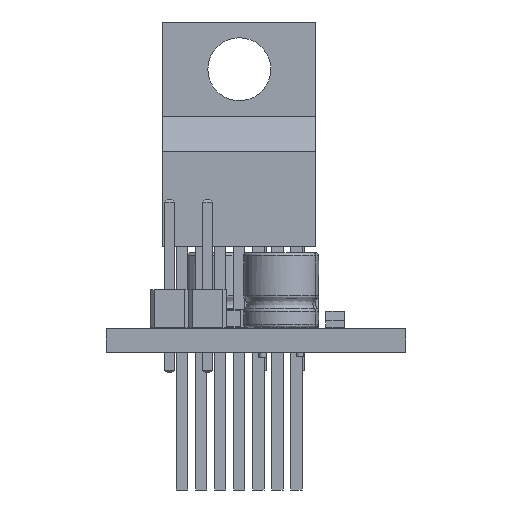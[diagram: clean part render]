
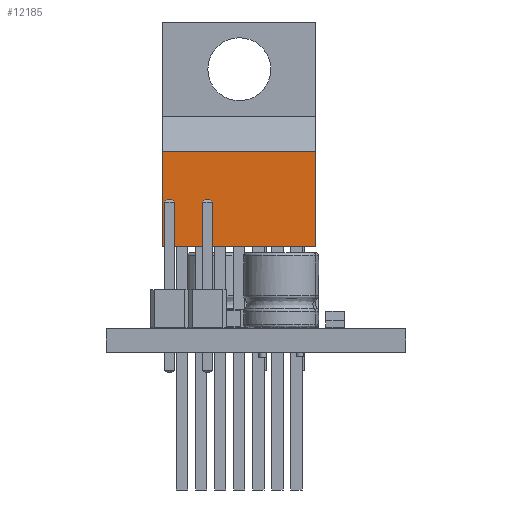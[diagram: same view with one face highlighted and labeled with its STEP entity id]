
A CAD part, left-side view. The second image highlights one B-rep face of the part: STEP entity #12185.
In plain terms, the highlighted face is planar.
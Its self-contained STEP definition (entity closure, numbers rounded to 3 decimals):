
#12041 = EDGE_CURVE('',#12042,#12044,#12046,.T.);
#12042 = VERTEX_POINT('',#12043);
#12043 = CARTESIAN_POINT('',(-1.303,3.75,5.41));
#12044 = VERTEX_POINT('',#12045);
#12045 = CARTESIAN_POINT('',(-1.303,3.75,11.755));
#12046 = SURFACE_CURVE('',#12047,(#12051,#12063),.PCURVE_S1.);
#12047 = LINE('',#12048,#12049);
#12048 = CARTESIAN_POINT('',(-1.303,3.75,5.41));
#12049 = VECTOR('',#12050,1.);
#12050 = DIRECTION('',(0.,0.,1.));
#12051 = PCURVE('',#12052,#12057);
#12052 = PLANE('',#12053);
#12053 = AXIS2_PLACEMENT_3D('',#12054,#12055,#12056);
#12054 = CARTESIAN_POINT('',(-1.303,3.75,5.41));
#12055 = DIRECTION('',(1.,0.,0.));
#12056 = DIRECTION('',(0.,0.,1.));
#12057 = DEFINITIONAL_REPRESENTATION('',(#12058),#12062);
#12058 = LINE('',#12059,#12060);
#12059 = CARTESIAN_POINT('',(0.,0.));
#12060 = VECTOR('',#12061,1.);
#12061 = DIRECTION('',(1.,0.));
#12062 = ( GEOMETRIC_REPRESENTATION_CONTEXT(2) 
PARAMETRIC_REPRESENTATION_CONTEXT() REPRESENTATION_CONTEXT('2D SPACE',''
  ) );
#12063 = PCURVE('',#12064,#12069);
#12064 = PLANE('',#12065);
#12065 = AXIS2_PLACEMENT_3D('',#12066,#12067,#12068);
#12066 = CARTESIAN_POINT('',(-1.303,3.75,5.41));
#12067 = DIRECTION('',(0.,1.,0.));
#12068 = DIRECTION('',(0.,0.,1.));
#12069 = DEFINITIONAL_REPRESENTATION('',(#12070),#12074);
#12070 = LINE('',#12071,#12072);
#12071 = CARTESIAN_POINT('',(0.,0.));
#12072 = VECTOR('',#12073,1.);
#12073 = DIRECTION('',(1.,0.));
#12074 = ( GEOMETRIC_REPRESENTATION_CONTEXT(2) 
PARAMETRIC_REPRESENTATION_CONTEXT() REPRESENTATION_CONTEXT('2D SPACE',''
  ) );
#12092 = PLANE('',#12093);
#12093 = AXIS2_PLACEMENT_3D('',#12094,#12095,#12096);
#12094 = CARTESIAN_POINT('',(-1.303,3.75,5.41));
#12095 = DIRECTION('',(0.,0.,1.));
#12096 = DIRECTION('',(1.,0.,0.));
#12174 = PLANE('',#12175);
#12175 = AXIS2_PLACEMENT_3D('',#12176,#12177,#12178);
#12176 = CARTESIAN_POINT('',(-1.303,4.923,12.928));
#12177 = DIRECTION('',(0.,0.707,
    -0.707));
#12178 = DIRECTION('',(-1.,0.,0.));
#12185 = ADVANCED_FACE('',(#12186),#12064,.F.);
#12186 = FACE_BOUND('',#12187,.F.);
#12187 = EDGE_LOOP('',(#12188,#12218,#12239,#12240));
#12188 = ORIENTED_EDGE('',*,*,#12189,.F.);
#12189 = EDGE_CURVE('',#12190,#12192,#12194,.T.);
#12190 = VERTEX_POINT('',#12191);
#12191 = CARTESIAN_POINT('',(8.923,3.75,5.41));
#12192 = VERTEX_POINT('',#12193);
#12193 = CARTESIAN_POINT('',(8.923,3.75,11.755));
#12194 = SURFACE_CURVE('',#12195,(#12199,#12206),.PCURVE_S1.);
#12195 = LINE('',#12196,#12197);
#12196 = CARTESIAN_POINT('',(8.923,3.75,5.41));
#12197 = VECTOR('',#12198,1.);
#12198 = DIRECTION('',(0.,0.,1.));
#12199 = PCURVE('',#12064,#12200);
#12200 = DEFINITIONAL_REPRESENTATION('',(#12201),#12205);
#12201 = LINE('',#12202,#12203);
#12202 = CARTESIAN_POINT('',(0.,10.225));
#12203 = VECTOR('',#12204,1.);
#12204 = DIRECTION('',(1.,0.));
#12205 = ( GEOMETRIC_REPRESENTATION_CONTEXT(2) 
PARAMETRIC_REPRESENTATION_CONTEXT() REPRESENTATION_CONTEXT('2D SPACE',''
  ) );
#12206 = PCURVE('',#12207,#12212);
#12207 = PLANE('',#12208);
#12208 = AXIS2_PLACEMENT_3D('',#12209,#12210,#12211);
#12209 = CARTESIAN_POINT('',(8.923,3.75,5.41));
#12210 = DIRECTION('',(1.,0.,0.));
#12211 = DIRECTION('',(0.,0.,1.));
#12212 = DEFINITIONAL_REPRESENTATION('',(#12213),#12217);
#12213 = LINE('',#12214,#12215);
#12214 = CARTESIAN_POINT('',(0.,0.));
#12215 = VECTOR('',#12216,1.);
#12216 = DIRECTION('',(1.,0.));
#12217 = ( GEOMETRIC_REPRESENTATION_CONTEXT(2) 
PARAMETRIC_REPRESENTATION_CONTEXT() REPRESENTATION_CONTEXT('2D SPACE',''
  ) );
#12218 = ORIENTED_EDGE('',*,*,#12219,.F.);
#12219 = EDGE_CURVE('',#12042,#12190,#12220,.T.);
#12220 = SURFACE_CURVE('',#12221,(#12225,#12232),.PCURVE_S1.);
#12221 = LINE('',#12222,#12223);
#12222 = CARTESIAN_POINT('',(-1.303,3.75,5.41));
#12223 = VECTOR('',#12224,1.);
#12224 = DIRECTION('',(1.,0.,0.));
#12225 = PCURVE('',#12064,#12226);
#12226 = DEFINITIONAL_REPRESENTATION('',(#12227),#12231);
#12227 = LINE('',#12228,#12229);
#12228 = CARTESIAN_POINT('',(0.,0.));
#12229 = VECTOR('',#12230,1.);
#12230 = DIRECTION('',(0.,1.));
#12231 = ( GEOMETRIC_REPRESENTATION_CONTEXT(2) 
PARAMETRIC_REPRESENTATION_CONTEXT() REPRESENTATION_CONTEXT('2D SPACE',''
  ) );
#12232 = PCURVE('',#12092,#12233);
#12233 = DEFINITIONAL_REPRESENTATION('',(#12234),#12238);
#12234 = LINE('',#12235,#12236);
#12235 = CARTESIAN_POINT('',(0.,0.));
#12236 = VECTOR('',#12237,1.);
#12237 = DIRECTION('',(1.,0.));
#12238 = ( GEOMETRIC_REPRESENTATION_CONTEXT(2) 
PARAMETRIC_REPRESENTATION_CONTEXT() REPRESENTATION_CONTEXT('2D SPACE',''
  ) );
#12239 = ORIENTED_EDGE('',*,*,#12041,.T.);
#12240 = ORIENTED_EDGE('',*,*,#12241,.T.);
#12241 = EDGE_CURVE('',#12044,#12192,#12242,.T.);
#12242 = SURFACE_CURVE('',#12243,(#12247,#12254),.PCURVE_S1.);
#12243 = LINE('',#12244,#12245);
#12244 = CARTESIAN_POINT('',(-1.303,3.75,11.755));
#12245 = VECTOR('',#12246,1.);
#12246 = DIRECTION('',(1.,0.,0.));
#12247 = PCURVE('',#12064,#12248);
#12248 = DEFINITIONAL_REPRESENTATION('',(#12249),#12253);
#12249 = LINE('',#12250,#12251);
#12250 = CARTESIAN_POINT('',(6.345,0.));
#12251 = VECTOR('',#12252,1.);
#12252 = DIRECTION('',(0.,1.));
#12253 = ( GEOMETRIC_REPRESENTATION_CONTEXT(2) 
PARAMETRIC_REPRESENTATION_CONTEXT() REPRESENTATION_CONTEXT('2D SPACE',''
  ) );
#12254 = PCURVE('',#12174,#12255);
#12255 = DEFINITIONAL_REPRESENTATION('',(#12256),#12260);
#12256 = LINE('',#12257,#12258);
#12257 = CARTESIAN_POINT('',(0.,-1.658));
#12258 = VECTOR('',#12259,1.);
#12259 = DIRECTION('',(-1.,0.));
#12260 = ( GEOMETRIC_REPRESENTATION_CONTEXT(2) 
PARAMETRIC_REPRESENTATION_CONTEXT() REPRESENTATION_CONTEXT('2D SPACE',''
  ) );
